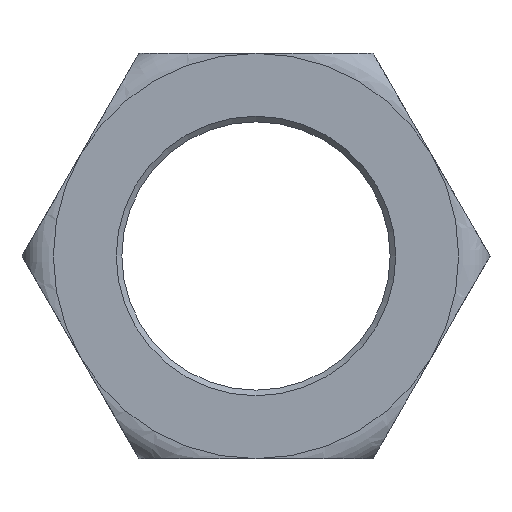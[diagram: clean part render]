
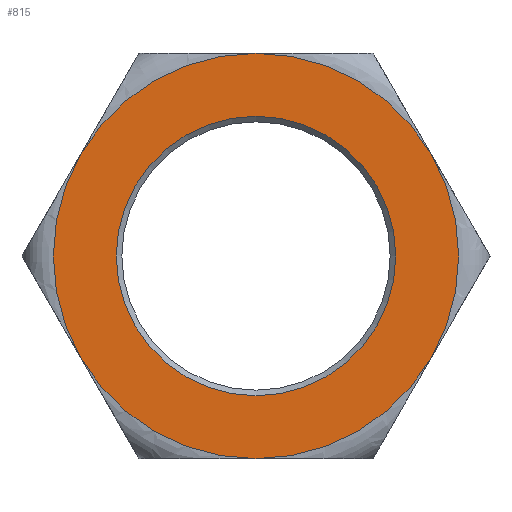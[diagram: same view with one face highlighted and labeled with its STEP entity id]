
A CAD part, front view. The second image highlights one B-rep face of the part: STEP entity #815.
In plain terms, the highlighted planar face has unit normal (0, -1, 0).
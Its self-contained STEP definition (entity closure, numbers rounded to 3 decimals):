
#11 = CARTESIAN_POINT ( 'NONE',  ( -41.858, -40., -72.5 ) ) ;
#33 = CARTESIAN_POINT ( 'NONE',  ( 0., -40., 0. ) ) ;
#38 = DIRECTION ( 'NONE',  ( -1., 0., 0. ) ) ;
#93 = CIRCLE ( 'NONE', #983, 72.5 ) ;
#119 = EDGE_LOOP ( 'NONE', ( #589, #559, #675, #257, #200, #381, #139, #624, #1122, #1107, #368 ) ) ;
#120 = CARTESIAN_POINT ( 'NONE',  ( 62.787, -40., -36.25 ) ) ;
#125 = VERTEX_POINT ( 'NONE', #791 ) ;
#135 = PLANE ( 'NONE',  #734 ) ;
#139 = ORIENTED_EDGE ( 'NONE', *, *, #265, .F. ) ;
#164 = CIRCLE ( 'NONE', #447, 72.5 ) ;
#200 = ORIENTED_EDGE ( 'NONE', *, *, #551, .F. ) ;
#204 = DIRECTION ( 'NONE',  ( 0., 1., 0. ) ) ;
#211 = EDGE_CURVE ( 'NONE', #242, #266, #712, .T. ) ;
#225 = DIRECTION ( 'NONE',  ( 0.5, 0., 0.866 ) ) ;
#242 = VERTEX_POINT ( 'NONE', #1157 ) ;
#254 = LINE ( 'NONE', #11, #324 ) ;
#257 = ORIENTED_EDGE ( 'NONE', *, *, #825, .F. ) ;
#265 = EDGE_CURVE ( 'NONE', #1469, #242, #434, .T. ) ;
#266 = VERTEX_POINT ( 'NONE', #1523 ) ;
#270 = DIRECTION ( 'NONE',  ( 1., 0., 0. ) ) ;
#280 = DIRECTION ( 'NONE',  ( 0., 1., 0. ) ) ;
#297 = AXIS2_PLACEMENT_3D ( 'NONE', #1032, #1019, #682 ) ;
#324 = VECTOR ( 'NONE', #621, 1000. ) ;
#327 = CARTESIAN_POINT ( 'NONE',  ( 0., -40., 0. ) ) ;
#368 = ORIENTED_EDGE ( 'NONE', *, *, #794, .F. ) ;
#381 = ORIENTED_EDGE ( 'NONE', *, *, #211, .F. ) ;
#388 = VERTEX_POINT ( 'NONE', #1294 ) ;
#434 = LINE ( 'NONE', #696, #1358 ) ;
#436 = EDGE_LOOP ( 'NONE', ( #1092 ) ) ;
#447 = AXIS2_PLACEMENT_3D ( 'NONE', #33, #280, #962 ) ;
#480 = VERTEX_POINT ( 'NONE', #581 ) ;
#490 = DIRECTION ( 'NONE',  ( 0., 0., 1. ) ) ;
#518 = CARTESIAN_POINT ( 'NONE',  ( 0., -40., 0. ) ) ;
#523 = EDGE_CURVE ( 'NONE', #125, #1453, #886, .T. ) ;
#541 = VECTOR ( 'NONE', #38, 1000. ) ;
#551 = EDGE_CURVE ( 'NONE', #266, #480, #998, .T. ) ;
#559 = ORIENTED_EDGE ( 'NONE', *, *, #836, .F. ) ;
#581 = CARTESIAN_POINT ( 'NONE',  ( 0., -40., 72.5 ) ) ;
#589 = ORIENTED_EDGE ( 'NONE', *, *, #908, .F. ) ;
#620 = AXIS2_PLACEMENT_3D ( 'NONE', #1490, #1022, #1010 ) ;
#621 = DIRECTION ( 'NONE',  ( -0.5, 0., 0.866 ) ) ;
#624 = ORIENTED_EDGE ( 'NONE', *, *, #702, .F. ) ;
#658 = DIRECTION ( 'NONE',  ( 1., 0., 0. ) ) ;
#675 = ORIENTED_EDGE ( 'NONE', *, *, #1147, .F. ) ;
#682 = DIRECTION ( 'NONE',  ( 1., 0., 0. ) ) ;
#696 = CARTESIAN_POINT ( 'NONE',  ( -83.716, -40., 0. ) ) ;
#702 = EDGE_CURVE ( 'NONE', #715, #1469, #164, .T. ) ;
#712 = CIRCLE ( 'NONE', #297, 72.5 ) ;
#715 = VERTEX_POINT ( 'NONE', #1448 ) ;
#725 = DIRECTION ( 'NONE',  ( 0., 1., 0. ) ) ;
#728 = FACE_OUTER_BOUND ( 'NONE', #119, .T. ) ;
#734 = AXIS2_PLACEMENT_3D ( 'NONE', #1215, #1087, #490 ) ;
#765 = EDGE_CURVE ( 'NONE', #1453, #715, #254, .T. ) ;
#773 = VERTEX_POINT ( 'NONE', #1194 ) ;
#791 = CARTESIAN_POINT ( 'NONE',  ( 0., -40., -72.5 ) ) ;
#794 = EDGE_CURVE ( 'NONE', #388, #125, #1443, .T. ) ;
#815 = ADVANCED_FACE ( 'NONE', ( #1319, #728 ), #135, .F. ) ;
#825 = EDGE_CURVE ( 'NONE', #480, #773, #1178, .T. ) ;
#829 = AXIS2_PLACEMENT_3D ( 'NONE', #1219, #1437, #658 ) ;
#836 = EDGE_CURVE ( 'NONE', #997, #1218, #1209, .T. ) ;
#842 = CARTESIAN_POINT ( 'NONE',  ( -62.787, -40., 36.25 ) ) ;
#855 = VECTOR ( 'NONE', #899, 1000. ) ;
#886 = CIRCLE ( 'NONE', #829, 72.5 ) ;
#899 = DIRECTION ( 'NONE',  ( 1., 0., 0. ) ) ;
#908 = EDGE_CURVE ( 'NONE', #1218, #388, #93, .T. ) ;
#935 = CIRCLE ( 'NONE', #620, 50. ) ;
#950 = CARTESIAN_POINT ( 'NONE',  ( 62.787, -40., -36.25 ) ) ;
#962 = DIRECTION ( 'NONE',  ( 1., 0., 0. ) ) ;
#974 = CARTESIAN_POINT ( 'NONE',  ( 0., -40., 0. ) ) ;
#983 = AXIS2_PLACEMENT_3D ( 'NONE', #974, #725, #1446 ) ;
#986 = CARTESIAN_POINT ( 'NONE',  ( 83.716, -40., 0. ) ) ;
#997 = VERTEX_POINT ( 'NONE', #120 ) ;
#998 = LINE ( 'NONE', #1477, #855 ) ;
#1001 = VERTEX_POINT ( 'NONE', #1370 ) ;
#1010 = DIRECTION ( 'NONE',  ( 0., 0., 1. ) ) ;
#1019 = DIRECTION ( 'NONE',  ( 0., 1., 0. ) ) ;
#1022 = DIRECTION ( 'NONE',  ( 0., 1., 0. ) ) ;
#1032 = CARTESIAN_POINT ( 'NONE',  ( 0., -40., 0. ) ) ;
#1081 = AXIS2_PLACEMENT_3D ( 'NONE', #518, #1326, #270 ) ;
#1087 = DIRECTION ( 'NONE',  ( 0., 1., 0. ) ) ;
#1092 = ORIENTED_EDGE ( 'NONE', *, *, #1543, .T. ) ;
#1104 = CARTESIAN_POINT ( 'NONE',  ( 41.858, -40., -72.5 ) ) ;
#1107 = ORIENTED_EDGE ( 'NONE', *, *, #523, .F. ) ;
#1122 = ORIENTED_EDGE ( 'NONE', *, *, #765, .F. ) ;
#1133 = CIRCLE ( 'NONE', #1539, 72.5 ) ;
#1147 = EDGE_CURVE ( 'NONE', #773, #997, #1133, .T. ) ;
#1149 = DIRECTION ( 'NONE',  ( 1., 0., 0. ) ) ;
#1157 = CARTESIAN_POINT ( 'NONE',  ( -62.787, -40., 36.25 ) ) ;
#1178 = CIRCLE ( 'NONE', #1081, 72.5 ) ;
#1194 = CARTESIAN_POINT ( 'NONE',  ( 62.787, -40., 36.25 ) ) ;
#1209 = LINE ( 'NONE', #986, #1462 ) ;
#1215 = CARTESIAN_POINT ( 'NONE',  ( 0., -40., 0. ) ) ;
#1218 = VERTEX_POINT ( 'NONE', #950 ) ;
#1219 = CARTESIAN_POINT ( 'NONE',  ( 0., -40., 0. ) ) ;
#1223 = CARTESIAN_POINT ( 'NONE',  ( -62.787, -40., -36.25 ) ) ;
#1294 = CARTESIAN_POINT ( 'NONE',  ( 0., -40., -72.5 ) ) ;
#1319 = FACE_BOUND ( 'NONE', #436, .T. ) ;
#1326 = DIRECTION ( 'NONE',  ( 0., 1., 0. ) ) ;
#1358 = VECTOR ( 'NONE', #225, 1000. ) ;
#1370 = CARTESIAN_POINT ( 'NONE',  ( 0., -40., 50. ) ) ;
#1437 = DIRECTION ( 'NONE',  ( 0., 1., 0. ) ) ;
#1443 = LINE ( 'NONE', #1104, #541 ) ;
#1446 = DIRECTION ( 'NONE',  ( 1., 0., 0. ) ) ;
#1448 = CARTESIAN_POINT ( 'NONE',  ( -62.787, -40., -36.25 ) ) ;
#1453 = VERTEX_POINT ( 'NONE', #1223 ) ;
#1457 = DIRECTION ( 'NONE',  ( -0.5, 0., -0.866 ) ) ;
#1462 = VECTOR ( 'NONE', #1457, 1000. ) ;
#1469 = VERTEX_POINT ( 'NONE', #842 ) ;
#1477 = CARTESIAN_POINT ( 'NONE',  ( -41.858, -40., 72.5 ) ) ;
#1490 = CARTESIAN_POINT ( 'NONE',  ( 0., -40., 0. ) ) ;
#1523 = CARTESIAN_POINT ( 'NONE',  ( 0., -40., 72.5 ) ) ;
#1539 = AXIS2_PLACEMENT_3D ( 'NONE', #327, #204, #1149 ) ;
#1543 = EDGE_CURVE ( 'NONE', #1001, #1001, #935, .T. ) ;
